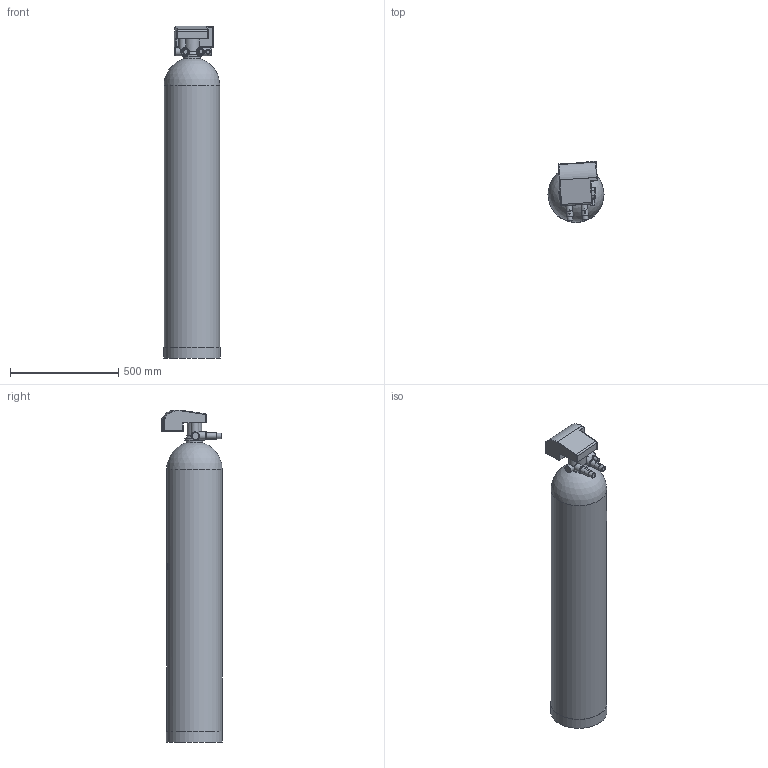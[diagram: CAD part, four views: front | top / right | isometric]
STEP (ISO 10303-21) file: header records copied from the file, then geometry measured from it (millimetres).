
FILE_DESCRIPTION(('STEP AP203'), '1');
FILE_NAME('4', '2017-07-31T14:35:06', ('Þëÿ'), (''), 'ASCON STEP Converter 1.3', 'ASCON Math Kernel', '');
FILE_SCHEMA(('CONFIG_CONTROL_DESIGN'));
Length unit declared in the file: millimetre
Bounding box: 259 x 280.56 x 1533.52 mm (x, y, z)
Volume: 72631527.1 mm3; surface area: 1346384.5 mm2
Topology: 1 solids, 1 shells, 584 faces, 1601 edges, 1055 vertices
Faces by surface type: cylinder 408, plane 151, torus 17, bspline 4, sphere 2, cone 2
Full cylindrical faces by diameter (mm): 16 x1, 20 x1, 22 x2, 26 x2, 30 x2, 36 x3, 38 x2, 76 x1, 90 x1, 257 x1, 259 x1
Entity records: 30385 total; most frequent: CARTESIAN_POINT 11315, ORIENTED_EDGE 3154, DIRECTION 2833, EDGE_CURVE 1577, AXIS2_PLACEMENT_3D 1091, VERTEX_POINT 1055, LINE 651, VECTOR 651
